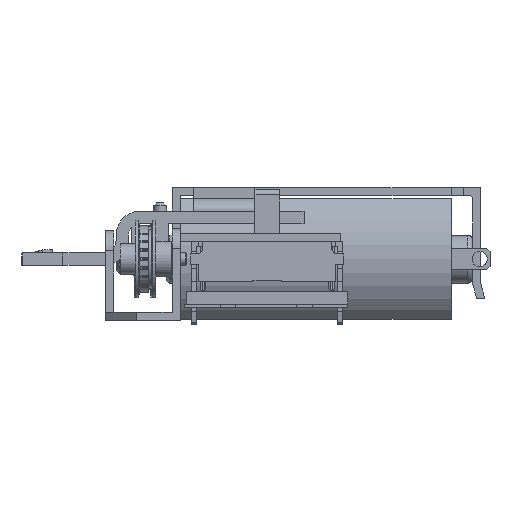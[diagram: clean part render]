
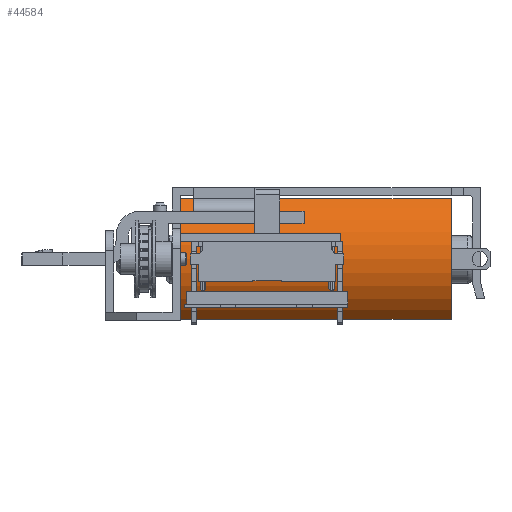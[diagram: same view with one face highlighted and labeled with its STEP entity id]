
A CAD part, left-side view. The second image highlights one B-rep face of the part: STEP entity #44584.
In plain terms, the highlighted cylindrical face has radius 7.7 mm (diameter 15.4 mm), a partial arc.
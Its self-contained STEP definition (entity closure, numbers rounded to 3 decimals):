
#3550=FACE_OUTER_BOUND('',#5868,.T.);
#5868=EDGE_LOOP('',(#39466,#39467,#39468,#39469));
#8005=CIRCLE('',#48666,7.7);
#8008=CIRCLE('',#48673,7.7);
#11975=LINE('',#74432,#16552);
#11978=LINE('',#74440,#16555);
#16552=VECTOR('',#60413,10.);
#16555=VECTOR('',#60422,10.);
#21111=VERTEX_POINT('',#74420);
#21112=VERTEX_POINT('',#74422);
#21114=VERTEX_POINT('',#74428);
#21117=VERTEX_POINT('',#74438);
#27404=EDGE_CURVE('',#21111,#21112,#8005,.T.);
#27409=EDGE_CURVE('',#21114,#21112,#11975,.T.);
#27413=EDGE_CURVE('',#21111,#21117,#11978,.T.);
#27414=EDGE_CURVE('',#21114,#21117,#8008,.T.);
#39466=ORIENTED_EDGE('',*,*,#27414,.F.);
#39467=ORIENTED_EDGE('',*,*,#27409,.T.);
#39468=ORIENTED_EDGE('',*,*,#27404,.F.);
#39469=ORIENTED_EDGE('',*,*,#27413,.T.);
#42564=CYLINDRICAL_SURFACE('',#48672,7.7);
#44584=ADVANCED_FACE('',(#3550),#42564,.T.);
#48666=AXIS2_PLACEMENT_3D('',#74423,#60404,#60405);
#48672=AXIS2_PLACEMENT_3D('',#74441,#60423,#60424);
#48673=AXIS2_PLACEMENT_3D('',#74442,#60425,#60426);
#60404=DIRECTION('center_axis',(0.,1.,0.));
#60405=DIRECTION('ref_axis',(-0.641,0.,-0.767));
#60413=DIRECTION('',(0.,1.,0.));
#60422=DIRECTION('',(0.,-1.,0.));
#60423=DIRECTION('center_axis',(0.,-1.,0.));
#60424=DIRECTION('ref_axis',(-0.641,0.,0.768));
#60425=DIRECTION('center_axis',(0.,-1.,0.));
#60426=DIRECTION('ref_axis',(-0.641,0.,0.768));
#74420=CARTESIAN_POINT('',(106.461,64.088,132.307));
#74422=CARTESIAN_POINT('',(106.468,64.088,144.127));
#74423=CARTESIAN_POINT('Origin',(111.4,64.088,138.214));
#74428=CARTESIAN_POINT('',(106.468,37.588,144.127));
#74432=CARTESIAN_POINT('',(106.468,50.838,144.127));
#74438=CARTESIAN_POINT('',(106.461,37.588,132.307));
#74440=CARTESIAN_POINT('',(106.461,50.838,132.307));
#74441=CARTESIAN_POINT('Origin',(111.4,50.838,138.214));
#74442=CARTESIAN_POINT('Origin',(111.4,37.588,138.214));
